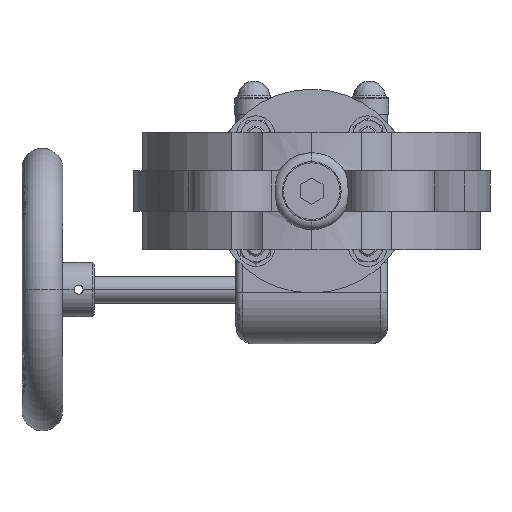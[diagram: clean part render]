
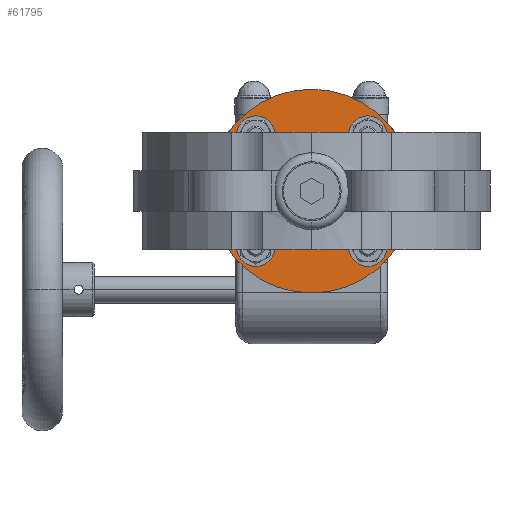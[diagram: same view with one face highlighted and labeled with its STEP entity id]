
A CAD part, front view. The second image highlights one B-rep face of the part: STEP entity #61795.
In plain terms, the highlighted planar face has unit normal (0, -1, 0).
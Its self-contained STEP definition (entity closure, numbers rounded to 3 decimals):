
#1288 = DIRECTION ( 'NONE',  ( 0., 0., 1. ) ) ;
#1482 = CARTESIAN_POINT ( 'NONE',  ( 18., 177., 13.177 ) ) ;
#3111 = DIRECTION ( 'NONE',  ( 0., -1., 0. ) ) ;
#3118 = ORIENTED_EDGE ( 'NONE', *, *, #8951, .F. ) ;
#3182 = DIRECTION ( 'NONE',  ( 0., 0., 1. ) ) ;
#3701 = AXIS2_PLACEMENT_3D ( 'NONE', #17033, #67103, #30943 ) ;
#3716 = DIRECTION ( 'NONE',  ( 0., 0., -1. ) ) ;
#8425 = VERTEX_POINT ( 'NONE', #36522 ) ;
#8770 = CARTESIAN_POINT ( 'NONE',  ( 0., 177., -18. ) ) ;
#8951 = EDGE_CURVE ( 'NONE', #9438, #92464, #54399, .T. ) ;
#9257 = EDGE_LOOP ( 'NONE', ( #36802, #58873 ) ) ;
#9438 = VERTEX_POINT ( 'NONE', #1482 ) ;
#9540 = EDGE_CURVE ( 'NONE', #59480, #68627, #70310, .T. ) ;
#10975 = DIRECTION ( 'NONE',  ( 0., 0., 1. ) ) ;
#11990 = DIRECTION ( 'NONE',  ( 0., 0., 1. ) ) ;
#12404 = CARTESIAN_POINT ( 'NONE',  ( 0., 177., 45. ) ) ;
#12495 = DIRECTION ( 'NONE',  ( 0., -1., 0. ) ) ;
#12975 = ORIENTED_EDGE ( 'NONE', *, *, #9540, .T. ) ;
#13151 = CARTESIAN_POINT ( 'NONE',  ( 24.749, 177., 24.749 ) ) ;
#13591 = EDGE_CURVE ( 'NONE', #52313, #34813, #18208, .T. ) ;
#14134 = ORIENTED_EDGE ( 'NONE', *, *, #57507, .F. ) ;
#14705 = CARTESIAN_POINT ( 'NONE',  ( 24.749, 177., -16.249 ) ) ;
#15118 = EDGE_LOOP ( 'NONE', ( #3118, #49291, #45620, #12975, #67689 ) ) ;
#15159 = ORIENTED_EDGE ( 'NONE', *, *, #57847, .F. ) ;
#15867 = CARTESIAN_POINT ( 'NONE',  ( -16.249, 177., -24.749 ) ) ;
#16438 = DIRECTION ( 'NONE',  ( 0., 0., -1. ) ) ;
#16862 = AXIS2_PLACEMENT_3D ( 'NONE', #13151, #12495, #27397 ) ;
#17033 = CARTESIAN_POINT ( 'NONE',  ( 0., 177., 0. ) ) ;
#17780 = VERTEX_POINT ( 'NONE', #26514 ) ;
#18139 = CIRCLE ( 'NONE', #84201, 8.5 ) ;
#18208 = CIRCLE ( 'NONE', #26142, 8.5 ) ;
#18289 = DIRECTION ( 'NONE',  ( 0., 0., 1. ) ) ;
#20551 = AXIS2_PLACEMENT_3D ( 'NONE', #53033, #39979, #60959 ) ;
#20988 = CARTESIAN_POINT ( 'NONE',  ( -24.749, 177., 24.749 ) ) ;
#21029 = CIRCLE ( 'NONE', #79972, 8.5 ) ;
#22609 = DIRECTION ( 'NONE',  ( 0., -1., 0. ) ) ;
#23320 = AXIS2_PLACEMENT_3D ( 'NONE', #41597, #93288, #56184 ) ;
#23473 = AXIS2_PLACEMENT_3D ( 'NONE', #80983, #22609, #29896 ) ;
#25565 = CARTESIAN_POINT ( 'NONE',  ( 33.249, 177., 24.749 ) ) ;
#26142 = AXIS2_PLACEMENT_3D ( 'NONE', #47416, #32245, #10975 ) ;
#26470 = ORIENTED_EDGE ( 'NONE', *, *, #64054, .F. ) ;
#26514 = CARTESIAN_POINT ( 'NONE',  ( 18., 177., -13.177 ) ) ;
#27397 = DIRECTION ( 'NONE',  ( 0., 0., 1. ) ) ;
#27833 = DIRECTION ( 'NONE',  ( 0., -1., 0. ) ) ;
#27996 = FACE_BOUND ( 'NONE', #40040, .T. ) ;
#28673 = DIRECTION ( 'NONE',  ( 0., -1., 0. ) ) ;
#28995 = CARTESIAN_POINT ( 'NONE',  ( 24.749, 177., 24.749 ) ) ;
#29074 = EDGE_CURVE ( 'NONE', #92228, #49211, #54963, .T. ) ;
#29294 = DIRECTION ( 'NONE',  ( 0., 0., 1. ) ) ;
#29565 = AXIS2_PLACEMENT_3D ( 'NONE', #28995, #28673, #29294 ) ;
#29896 = DIRECTION ( 'NONE',  ( 0., 0., -1. ) ) ;
#30206 = CIRCLE ( 'NONE', #16862, 8.5 ) ;
#30762 = EDGE_LOOP ( 'NONE', ( #55911, #15159 ) ) ;
#30943 = DIRECTION ( 'NONE',  ( 0., 0., 1. ) ) ;
#32245 = DIRECTION ( 'NONE',  ( 0., -1., 0. ) ) ;
#32260 = CARTESIAN_POINT ( 'NONE',  ( -18., 177., 0. ) ) ;
#32331 = CARTESIAN_POINT ( 'NONE',  ( 0., 177., -18. ) ) ;
#32691 = EDGE_CURVE ( 'NONE', #77251, #68214, #50728, .T. ) ;
#33006 = CARTESIAN_POINT ( 'NONE',  ( 18., 177., 0. ) ) ;
#33847 = VERTEX_POINT ( 'NONE', #87962 ) ;
#34813 = VERTEX_POINT ( 'NONE', #15867 ) ;
#35321 = CIRCLE ( 'NONE', #92476, 8.5 ) ;
#36522 = CARTESIAN_POINT ( 'NONE',  ( 16.249, 177., 24.749 ) ) ;
#36802 = ORIENTED_EDGE ( 'NONE', *, *, #32691, .F. ) ;
#37010 = CARTESIAN_POINT ( 'NONE',  ( -18., 177., 13.177 ) ) ;
#39979 = DIRECTION ( 'NONE',  ( 0., -1., 0. ) ) ;
#40040 = EDGE_LOOP ( 'NONE', ( #50498, #14134 ) ) ;
#41597 = CARTESIAN_POINT ( 'NONE',  ( 0., 177., 0. ) ) ;
#41633 = CARTESIAN_POINT ( 'NONE',  ( -18., 177., -13.177 ) ) ;
#42484 = AXIS2_PLACEMENT_3D ( 'NONE', #91904, #27833, #11990 ) ;
#43058 = EDGE_CURVE ( 'NONE', #92464, #68627, #74675, .T. ) ;
#44420 = EDGE_CURVE ( 'NONE', #17780, #9438, #73318, .T. ) ;
#45403 = DIRECTION ( 'NONE',  ( 0., -1., 0. ) ) ;
#45620 = ORIENTED_EDGE ( 'NONE', *, *, #89545, .F. ) ;
#46825 = EDGE_LOOP ( 'NONE', ( #93771, #86675 ) ) ;
#47416 = CARTESIAN_POINT ( 'NONE',  ( -24.749, 177., -24.749 ) ) ;
#47567 = VECTOR ( 'NONE', #60493, 1000. ) ;
#49211 = VERTEX_POINT ( 'NONE', #12404 ) ;
#49291 = ORIENTED_EDGE ( 'NONE', *, *, #44420, .F. ) ;
#50498 = ORIENTED_EDGE ( 'NONE', *, *, #89484, .F. ) ;
#50728 = CIRCLE ( 'NONE', #42484, 8.5 ) ;
#51880 = VERTEX_POINT ( 'NONE', #52634 ) ;
#52313 = VERTEX_POINT ( 'NONE', #54893 ) ;
#52634 = CARTESIAN_POINT ( 'NONE',  ( -24.749, 177., 33.249 ) ) ;
#52635 = EDGE_CURVE ( 'NONE', #68214, #77251, #35321, .T. ) ;
#53033 = CARTESIAN_POINT ( 'NONE',  ( -24.749, 177., -24.749 ) ) ;
#53888 = DIRECTION ( 'NONE',  ( 0., 1., 0. ) ) ;
#54399 = CIRCLE ( 'NONE', #60346, 36. ) ;
#54893 = CARTESIAN_POINT ( 'NONE',  ( -33.249, 177., -24.749 ) ) ;
#54963 = CIRCLE ( 'NONE', #64567, 45. ) ;
#55911 = ORIENTED_EDGE ( 'NONE', *, *, #13591, .F. ) ;
#56184 = DIRECTION ( 'NONE',  ( 0., 0., 1. ) ) ;
#56476 = EDGE_CURVE ( 'NONE', #51880, #33847, #18139, .T. ) ;
#56559 = CIRCLE ( 'NONE', #23473, 36. ) ;
#57424 = DIRECTION ( 'NONE',  ( 0., 0., 1. ) ) ;
#57507 = EDGE_CURVE ( 'NONE', #8425, #90803, #30206, .T. ) ;
#57847 = EDGE_CURVE ( 'NONE', #34813, #52313, #89138, .T. ) ;
#58873 = ORIENTED_EDGE ( 'NONE', *, *, #52635, .F. ) ;
#59480 = VERTEX_POINT ( 'NONE', #41633 ) ;
#60000 = CARTESIAN_POINT ( 'NONE',  ( -24.749, 177., 24.749 ) ) ;
#60226 = CARTESIAN_POINT ( 'NONE',  ( 0., 177., 18. ) ) ;
#60346 = AXIS2_PLACEMENT_3D ( 'NONE', #8770, #66518, #16438 ) ;
#60493 = DIRECTION ( 'NONE',  ( 0., 0., 1. ) ) ;
#60857 = CARTESIAN_POINT ( 'NONE',  ( 0., 177., 0. ) ) ;
#60959 = DIRECTION ( 'NONE',  ( 0., 0., 1. ) ) ;
#61707 = CARTESIAN_POINT ( 'NONE',  ( 24.749, 177., -24.749 ) ) ;
#61795 = ADVANCED_FACE ( 'NONE', ( #27996, #64335, #88146, #67791, #83644, #81361 ), #85077, .F. ) ;
#64054 = EDGE_CURVE ( 'NONE', #33847, #51880, #21029, .T. ) ;
#64335 = FACE_BOUND ( 'NONE', #89761, .T. ) ;
#64567 = AXIS2_PLACEMENT_3D ( 'NONE', #60857, #53888, #74178 ) ;
#66518 = DIRECTION ( 'NONE',  ( 0., -1., 0. ) ) ;
#67103 = DIRECTION ( 'NONE',  ( 0., 1., 0. ) ) ;
#67288 = CARTESIAN_POINT ( 'NONE',  ( 24.749, 177., -33.249 ) ) ;
#67689 = ORIENTED_EDGE ( 'NONE', *, *, #43058, .F. ) ;
#67791 = FACE_BOUND ( 'NONE', #30762, .T. ) ;
#67880 = CIRCLE ( 'NONE', #3701, 45. ) ;
#68214 = VERTEX_POINT ( 'NONE', #14705 ) ;
#68627 = VERTEX_POINT ( 'NONE', #37010 ) ;
#70310 = LINE ( 'NONE', #32260, #47567 ) ;
#71096 = CARTESIAN_POINT ( 'NONE',  ( 0., 177., -45. ) ) ;
#71417 = CIRCLE ( 'NONE', #29565, 8.5 ) ;
#72053 = EDGE_CURVE ( 'NONE', #49211, #92228, #67880, .T. ) ;
#72243 = VECTOR ( 'NONE', #3182, 1000. ) ;
#73318 = LINE ( 'NONE', #33006, #72243 ) ;
#74178 = DIRECTION ( 'NONE',  ( 0., 0., 1. ) ) ;
#74675 = CIRCLE ( 'NONE', #82977, 36. ) ;
#77251 = VERTEX_POINT ( 'NONE', #67288 ) ;
#79972 = AXIS2_PLACEMENT_3D ( 'NONE', #20988, #86321, #57424 ) ;
#80983 = CARTESIAN_POINT ( 'NONE',  ( 0., 177., 18. ) ) ;
#81361 = FACE_BOUND ( 'NONE', #15118, .T. ) ;
#82977 = AXIS2_PLACEMENT_3D ( 'NONE', #32331, #3111, #3716 ) ;
#83621 = DIRECTION ( 'NONE',  ( 0., -1., 0. ) ) ;
#83644 = FACE_OUTER_BOUND ( 'NONE', #46825, .T. ) ;
#83697 = ORIENTED_EDGE ( 'NONE', *, *, #56476, .F. ) ;
#84201 = AXIS2_PLACEMENT_3D ( 'NONE', #60000, #45403, #1288 ) ;
#85077 = PLANE ( 'NONE',  #23320 ) ;
#86321 = DIRECTION ( 'NONE',  ( 0., -1., 0. ) ) ;
#86675 = ORIENTED_EDGE ( 'NONE', *, *, #29074, .F. ) ;
#87962 = CARTESIAN_POINT ( 'NONE',  ( -24.749, 177., 16.249 ) ) ;
#88146 = FACE_BOUND ( 'NONE', #9257, .T. ) ;
#89138 = CIRCLE ( 'NONE', #20551, 8.5 ) ;
#89484 = EDGE_CURVE ( 'NONE', #90803, #8425, #71417, .T. ) ;
#89545 = EDGE_CURVE ( 'NONE', #59480, #17780, #56559, .T. ) ;
#89761 = EDGE_LOOP ( 'NONE', ( #83697, #26470 ) ) ;
#90803 = VERTEX_POINT ( 'NONE', #25565 ) ;
#91904 = CARTESIAN_POINT ( 'NONE',  ( 24.749, 177., -24.749 ) ) ;
#92228 = VERTEX_POINT ( 'NONE', #71096 ) ;
#92464 = VERTEX_POINT ( 'NONE', #60226 ) ;
#92476 = AXIS2_PLACEMENT_3D ( 'NONE', #61707, #83621, #18289 ) ;
#93288 = DIRECTION ( 'NONE',  ( 0., 1., 0. ) ) ;
#93771 = ORIENTED_EDGE ( 'NONE', *, *, #72053, .F. ) ;
